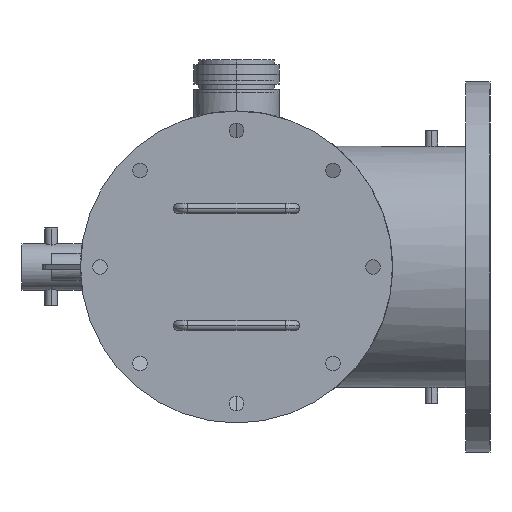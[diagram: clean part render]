
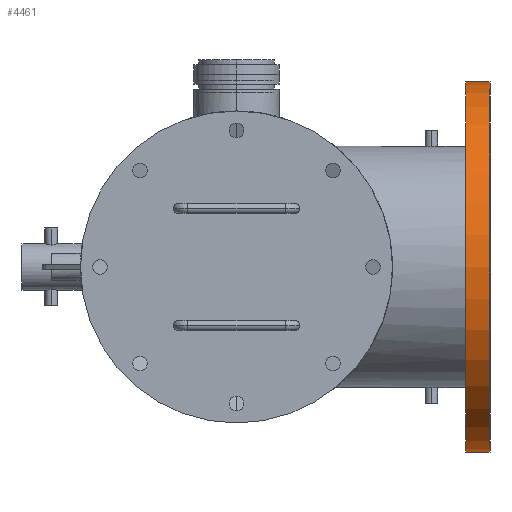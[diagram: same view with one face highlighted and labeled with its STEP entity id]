
A CAD part, left-side view. The second image highlights one B-rep face of the part: STEP entity #4461.
In plain terms, the highlighted cylindrical face has radius 241.3 mm (diameter 482.6 mm), a partial arc.
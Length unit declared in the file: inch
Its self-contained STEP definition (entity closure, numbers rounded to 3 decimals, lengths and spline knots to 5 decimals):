
#192 = AXIS2_PLACEMENT_3D ( 'NONE', #7801, #4895, #7880 ) ;
#967 = CARTESIAN_POINT ( 'NONE',  ( 17.05, -13., 9.5 ) ) ;
#1505 = EDGE_CURVE ( 'NONE', #2162, #8631, #10337, .T. ) ;
#2162 = VERTEX_POINT ( 'NONE', #5979 ) ;
#2265 = FACE_OUTER_BOUND ( 'NONE', #9559, .T. ) ;
#2429 = LINE ( 'NONE', #8011, #5859 ) ;
#2549 = VERTEX_POINT ( 'NONE', #12175 ) ;
#3884 = CARTESIAN_POINT ( 'NONE',  ( 17.05, -11.75, -9.5 ) ) ;
#3931 = ORIENTED_EDGE ( 'NONE', *, *, #11410, .F. ) ;
#4461 = ADVANCED_FACE ( 'NONE', ( #2265 ), #7846, .T. ) ;
#4895 = DIRECTION ( 'NONE',  ( 0., -1., 0. ) ) ;
#4952 = CIRCLE ( 'NONE', #192, 9.5 ) ;
#5693 = ORIENTED_EDGE ( 'NONE', *, *, #1505, .T. ) ;
#5859 = VECTOR ( 'NONE', #9079, 39.37008 ) ;
#5979 = CARTESIAN_POINT ( 'NONE',  ( 17.05, -11.75, -9.5 ) ) ;
#6104 = DIRECTION ( 'NONE',  ( 0., -1., 0. ) ) ;
#6448 = CARTESIAN_POINT ( 'NONE',  ( 17.05, -13., 0. ) ) ;
#7141 = CARTESIAN_POINT ( 'NONE',  ( 17.05, -11.75, 0. ) ) ;
#7150 = VECTOR ( 'NONE', #10700, 39.37008 ) ;
#7801 = CARTESIAN_POINT ( 'NONE',  ( 17.05, -11.75, 0. ) ) ;
#7846 = CYLINDRICAL_SURFACE ( 'NONE', #9483, 9.5 ) ;
#7856 = CIRCLE ( 'NONE', #11037, 9.5 ) ;
#7880 = DIRECTION ( 'NONE',  ( 0., 0., -1. ) ) ;
#8011 = CARTESIAN_POINT ( 'NONE',  ( 17.05, -11.75, 9.5 ) ) ;
#8131 = ORIENTED_EDGE ( 'NONE', *, *, #8655, .T. ) ;
#8392 = DIRECTION ( 'NONE',  ( 0., 0., -1. ) ) ;
#8631 = VERTEX_POINT ( 'NONE', #9461 ) ;
#8655 = EDGE_CURVE ( 'NONE', #2549, #2162, #4952, .T. ) ;
#9079 = DIRECTION ( 'NONE',  ( 0., -1., 0. ) ) ;
#9461 = CARTESIAN_POINT ( 'NONE',  ( 17.05, -13., -9.5 ) ) ;
#9483 = AXIS2_PLACEMENT_3D ( 'NONE', #7141, #6104, #10887 ) ;
#9559 = EDGE_LOOP ( 'NONE', ( #3931, #8131, #5693, #10832 ) ) ;
#9714 = VERTEX_POINT ( 'NONE', #967 ) ;
#10337 = LINE ( 'NONE', #3884, #7150 ) ;
#10700 = DIRECTION ( 'NONE',  ( 0., -1., 0. ) ) ;
#10832 = ORIENTED_EDGE ( 'NONE', *, *, #11821, .F. ) ;
#10887 = DIRECTION ( 'NONE',  ( 0., 0., -1. ) ) ;
#11037 = AXIS2_PLACEMENT_3D ( 'NONE', #6448, #11289, #8392 ) ;
#11289 = DIRECTION ( 'NONE',  ( 0., -1., 0. ) ) ;
#11410 = EDGE_CURVE ( 'NONE', #2549, #9714, #2429, .T. ) ;
#11821 = EDGE_CURVE ( 'NONE', #9714, #8631, #7856, .T. ) ;
#12175 = CARTESIAN_POINT ( 'NONE',  ( 17.05, -11.75, 9.5 ) ) ;
